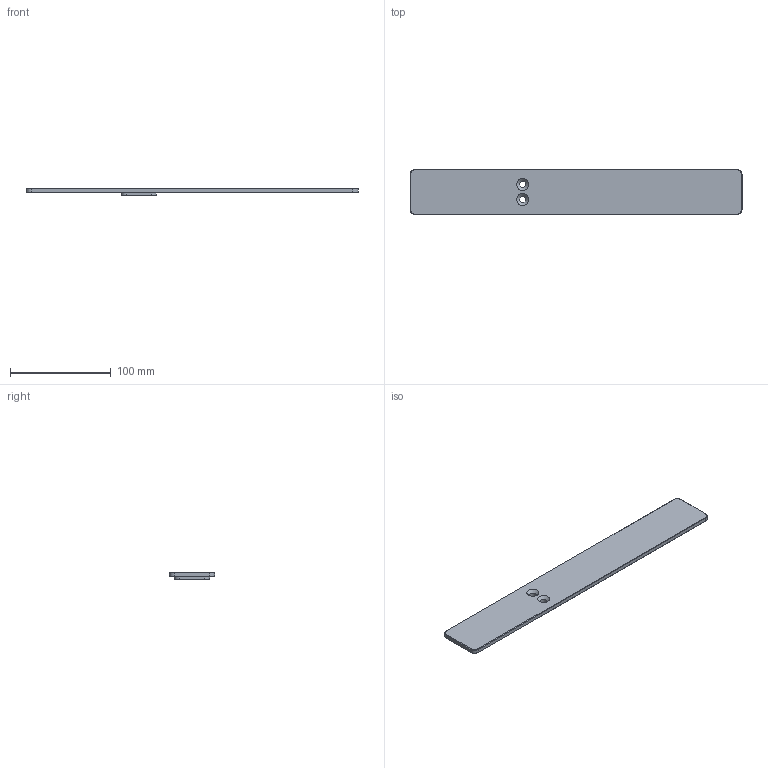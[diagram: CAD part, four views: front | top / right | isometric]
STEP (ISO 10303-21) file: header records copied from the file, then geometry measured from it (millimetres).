
FILE_DESCRIPTION(('FreeCAD Model'),'2;1');
FILE_NAME('auflage-slim.stp','2021-01-21T20:14:58',('Author'),(''), 'Open CASCADE STEP processor 7.5','FreeCAD','Unknown');
FILE_SCHEMA(('AUTOMOTIVE_DESIGN { 1 0 10303 214 1 1 1 1 }'));
Length unit declared in the file: millimetre
Products named in the file (1): Body
Bounding box: 330 x 45 x 7.5 mm (x, y, z)
Volume: 69426.7 mm3; surface area: 33030 mm2
Topology: 1 solids, 1 shells, 49 faces, 110 edges, 64 vertices
Faces by surface type: plane 23, cone 16, cylinder 10
Full cylindrical faces by diameter (mm): 6.6 x2
Entity records: 2802 total; most frequent: DIRECTION 464, CARTESIAN_POINT 456, LINE 274, VECTOR 274, ORIENTED_EDGE 220, PCURVE 220, DEFINITIONAL_REPRESENTATION 220, EDGE_CURVE 110
